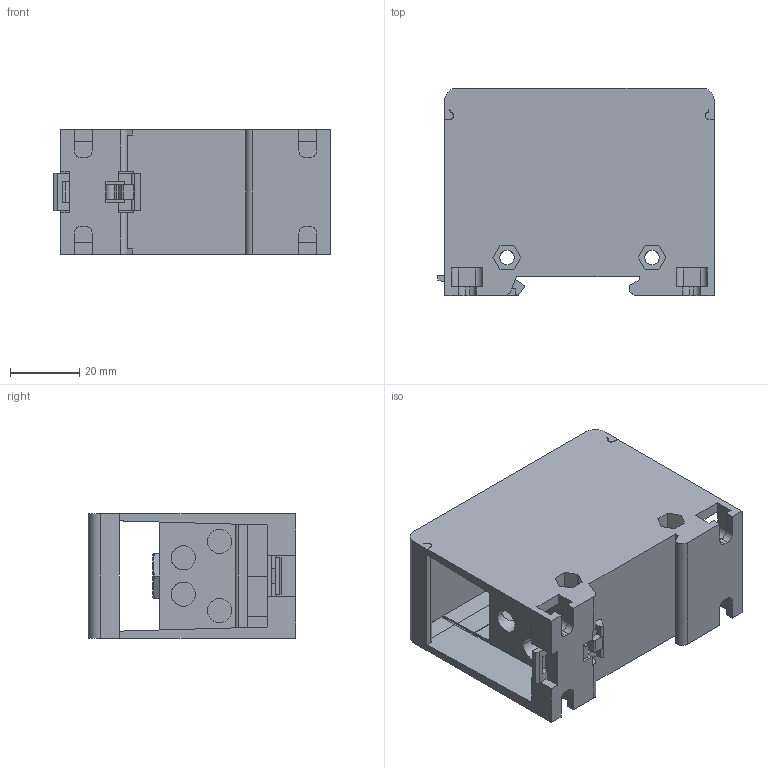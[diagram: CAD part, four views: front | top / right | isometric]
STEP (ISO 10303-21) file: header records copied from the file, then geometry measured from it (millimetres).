
FILE_DESCRIPTION((''),'2;1');
FILE_NAME('8222_ASM','2024-01-19T',('dell'),(''),'PRO/ENGINEER BY PARAMETRIC TECHNOLOGY CORPORATION, 2013230','PRO/ENGINEER BY PARAMETRIC TECHNOLOGY CORPORATION, 2013230','');
FILE_SCHEMA(('AUTOMOTIVE_DESIGN { 1 0 10303 214 1 1 1 1 }'));
Length unit declared in the file: millimetre
Products named in the file (1): 8222_ASM
Bounding box: 80 x 60.05 x 36 mm (x, y, z)
Volume: 72390.6 mm3; surface area: 38006.8 mm2
Topology: 1 solids, 9 shells, 435 faces, 1276 edges, 838 vertices
Faces by surface type: plane 306, cylinder 100, bspline 18, cone 8, torus 2, extrusion 1
Entity records: 18329 total; most frequent: CARTESIAN_POINT 6390, ORIENTED_EDGE 2552, DIRECTION 2137, EDGE_CURVE 1276, VECTOR 981, LINE 980, VERTEX_POINT 838, AXIS2_PLACEMENT_3D 578
